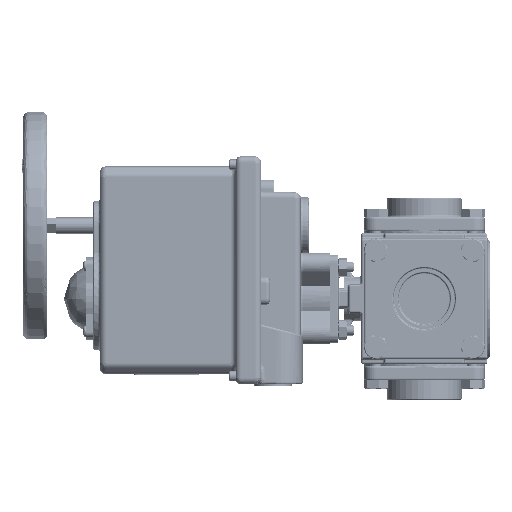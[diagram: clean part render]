
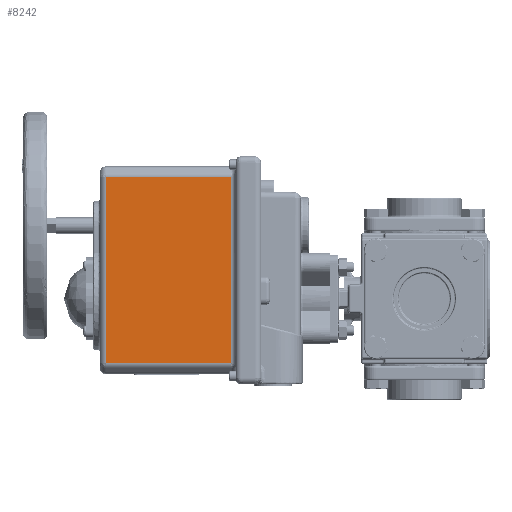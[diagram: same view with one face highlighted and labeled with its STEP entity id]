
A CAD part, left-side view. The second image highlights one B-rep face of the part: STEP entity #8242.
In plain terms, the highlighted planar face has unit normal (-1, 0, 0).
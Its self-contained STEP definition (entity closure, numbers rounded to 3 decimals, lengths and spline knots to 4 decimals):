
#2692 = CARTESIAN_POINT ( 'NONE',  ( -4.315, 9.792, -1.9873 ) ) ;
#5189 = CARTESIAN_POINT ( 'NONE',  ( -4.315, 9.9795, -2.315 ) ) ;
#7391 = DIRECTION ( 'NONE',  ( 0., 0., 1. ) ) ;
#8242 = ADVANCED_FACE ( 'NONE', ( #102081 ), #78129, .F. ) ;
#9042 = EDGE_CURVE ( 'NONE', #111405, #77749, #126402, .T. ) ;
#17617 = LINE ( 'NONE', #126705, #66480 ) ;
#18438 = CARTESIAN_POINT ( 'NONE',  ( -4.315, 9.9795, -1.9873 ) ) ;
#26168 = DIRECTION ( 'NONE',  ( 0., 0., -1. ) ) ;
#27489 = EDGE_LOOP ( 'NONE', ( #57063, #77433, #102872, #68642 ) ) ;
#28932 = DIRECTION ( 'NONE',  ( 0., 1., 0. ) ) ;
#32575 = DIRECTION ( 'NONE',  ( 0., -1., 0. ) ) ;
#39988 = VECTOR ( 'NONE', #28932, 39.3701 ) ;
#43577 = EDGE_CURVE ( 'NONE', #77749, #76427, #17617, .T. ) ;
#44365 = CARTESIAN_POINT ( 'NONE',  ( -4.315, 5.9495, 3.7373 ) ) ;
#47020 = VECTOR ( 'NONE', #7391, 39.3701 ) ;
#57063 = ORIENTED_EDGE ( 'NONE', *, *, #9042, .F. ) ;
#66480 = VECTOR ( 'NONE', #95298, 39.3701 ) ;
#68642 = ORIENTED_EDGE ( 'NONE', *, *, #43577, .F. ) ;
#72528 = EDGE_CURVE ( 'NONE', #111405, #81973, #74771, .T. ) ;
#74771 = LINE ( 'NONE', #80298, #47020 ) ;
#76427 = VERTEX_POINT ( 'NONE', #117715 ) ;
#77433 = ORIENTED_EDGE ( 'NONE', *, *, #72528, .T. ) ;
#77749 = VERTEX_POINT ( 'NONE', #2692 ) ;
#78129 = PLANE ( 'NONE',  #98210 ) ;
#80298 = CARTESIAN_POINT ( 'NONE',  ( -4.315, 5.9495, -2.315 ) ) ;
#81973 = VERTEX_POINT ( 'NONE', #44365 ) ;
#88561 = DIRECTION ( 'NONE',  ( 1., 0., 0. ) ) ;
#95298 = DIRECTION ( 'NONE',  ( 0., 0., 1. ) ) ;
#98210 = AXIS2_PLACEMENT_3D ( 'NONE', #5189, #88561, #26168 ) ;
#102081 = FACE_OUTER_BOUND ( 'NONE', #27489, .T. ) ;
#102872 = ORIENTED_EDGE ( 'NONE', *, *, #113267, .F. ) ;
#105476 = CARTESIAN_POINT ( 'NONE',  ( -4.315, 9.9795, 3.7373 ) ) ;
#106591 = CARTESIAN_POINT ( 'NONE',  ( -4.315, 5.9495, -1.9873 ) ) ;
#111405 = VERTEX_POINT ( 'NONE', #106591 ) ;
#113267 = EDGE_CURVE ( 'NONE', #76427, #81973, #133363, .T. ) ;
#117715 = CARTESIAN_POINT ( 'NONE',  ( -4.315, 9.792, 3.7373 ) ) ;
#126402 = LINE ( 'NONE', #18438, #39988 ) ;
#126705 = CARTESIAN_POINT ( 'NONE',  ( -4.315, 9.792, -2.315 ) ) ;
#130111 = VECTOR ( 'NONE', #32575, 39.3701 ) ;
#133363 = LINE ( 'NONE', #105476, #130111 ) ;
